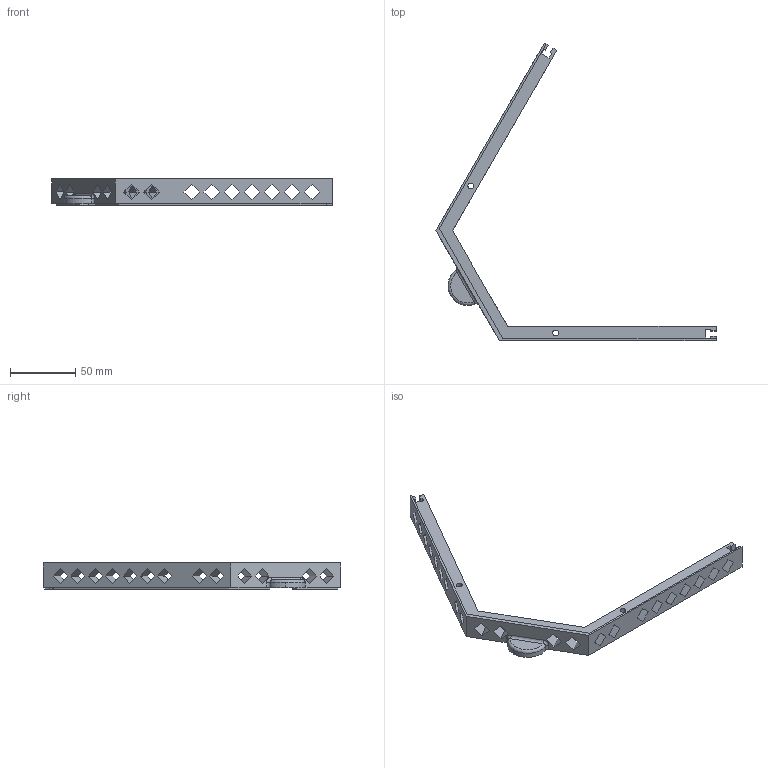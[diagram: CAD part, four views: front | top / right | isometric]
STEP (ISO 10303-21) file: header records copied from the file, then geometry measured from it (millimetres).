
FILE_DESCRIPTION (( 'STEP AP214' ), '1' );
FILE_NAME ('Top razer part 3.STEP', '2024-04-24T15:01:48', ( '' ), ( '' ), 'SwSTEP 2.0', 'SolidWorks 2024', '' );
FILE_SCHEMA (( 'AUTOMOTIVE_DESIGN' ));
Length unit declared in the file: millimetre
Products named in the file (1): Top razer part 3
Bounding box: 213.94 x 227.27 x 20 mm (x, y, z)
Volume: 66212.6 mm3; surface area: 33096 mm2
Topology: 1 solids, 1 shells, 146 faces, 434 edges, 286 vertices
Faces by surface type: plane 132, cylinder 11, bspline 2, torus 1
Entity records: 5060 total; most frequent: CARTESIAN_POINT 1023, ORIENTED_EDGE 868, DIRECTION 743, EDGE_CURVE 434, LINE 407, VECTOR 407, VERTEX_POINT 286, EDGE_LOOP 190
